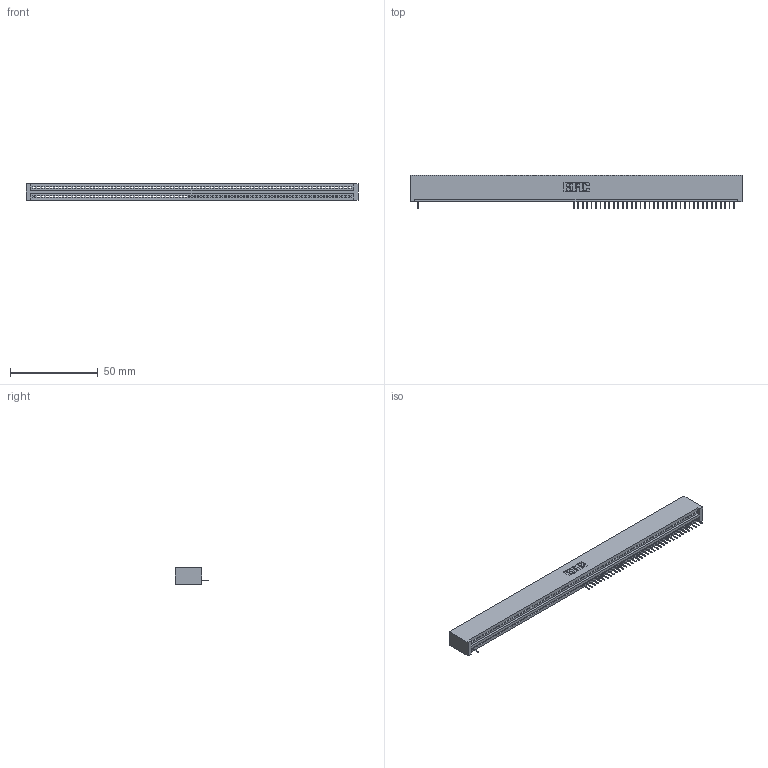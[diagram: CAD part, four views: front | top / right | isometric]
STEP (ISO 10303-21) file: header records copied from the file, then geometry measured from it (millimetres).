
FILE_DESCRIPTION (( 'STEP AP203' ), '1' );
FILE_NAME ('395-072-524-101.STEP', '2018-11-27T10:01:25', ( '' ), ( '' ), 'SwSTEP 2.0', 'SolidWorks 2016', '' );
FILE_SCHEMA (( 'CONFIG_CONTROL_DESIGN' ));
Length unit declared in the file: inch
Products named in the file (3): 345-292-001_345-293-124; 395-072-524-101; 345 Part_No Mounting Lugs
Assembly tree (39 placements, depth 2):
  395-072-524-101
    345 Part_No Mounting Lugs
    345-292-001_345-293-124  x38
Bounding box: 189.48 x 19.35 x 9.4 mm (x, y, z)
Volume: 18288.1 mm3; surface area: 22353.5 mm2
Topology: 39 solids, 39 shells, 3018 faces, 8993 edges, 5842 vertices
Faces by surface type: plane 2300, cylinder 718
Entity records: 48859 total; most frequent: ORIENTED_EDGE 8662, CARTESIAN_POINT 8622, DIRECTION 7443, EDGE_CURVE 4331, LINE 3923, VECTOR 3923, VERTEX_POINT 2882, AXIS2_PLACEMENT_3D 1760
